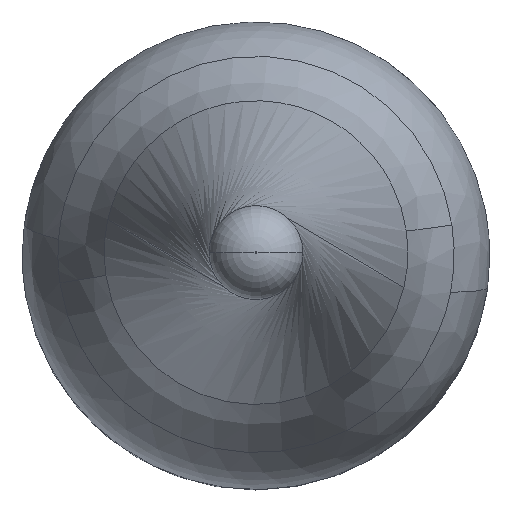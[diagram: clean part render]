
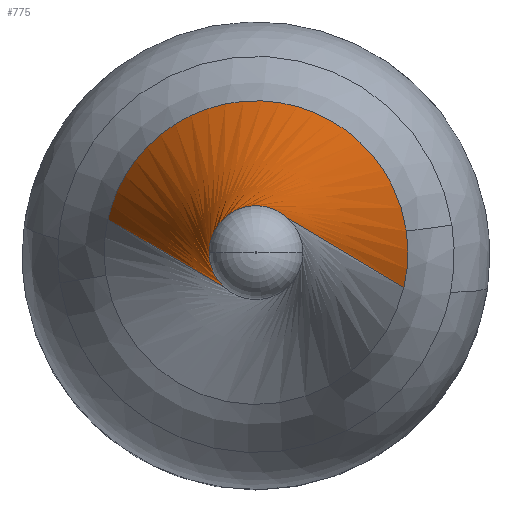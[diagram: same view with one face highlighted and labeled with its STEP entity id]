
A CAD part, top view. The second image highlights one B-rep face of the part: STEP entity #775.
In plain terms, the highlighted free-form (B-spline) face has degree [3, 1] with [7, 2] control points.
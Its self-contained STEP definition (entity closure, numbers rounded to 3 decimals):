
#5 = B_SPLINE_CURVE_WITH_KNOTS ( 'NONE', 1,
 ( #565, #138 ),
 .UNSPECIFIED., .F., .F.,
 ( 2, 2 ),
 ( 0.227, 0.935 ),
 .UNSPECIFIED. ) ;
#64 = CARTESIAN_POINT ( 'NONE',  ( -0.787, 4.128, 13.982 ) ) ;
#70 = CARTESIAN_POINT ( 'NONE',  ( -2.878, 3.036, 14.003 ) ) ;
#82 = CARTESIAN_POINT ( 'NONE',  ( 8.063, 8.582, 10. ) ) ;
#108 = DIRECTION ( 'NONE',  ( 0., 0., -1. ) ) ;
#125 = ORIENTED_EDGE ( 'NONE', *, *, #986, .F. ) ;
#138 = CARTESIAN_POINT ( 'NONE',  ( 0.86, 0.991, 26.824 ) ) ;
#171 = CARTESIAN_POINT ( 'NONE',  ( -3.972, 1.21, 14.039 ) ) ;
#173 = CARTESIAN_POINT ( 'NONE',  ( -0.078, 4.203, 13.98 ) ) ;
#181 = CARTESIAN_POINT ( 'NONE',  ( 2.584, 3.296, 13.998 ) ) ;
#249 = CARTESIAN_POINT ( 'NONE',  ( 4.12, 0.403, 14.055 ) ) ;
#265 = CARTESIAN_POINT ( 'NONE',  ( 4.016, -0.872, 14.079 ) ) ;
#270 = CARTESIAN_POINT ( 'NONE',  ( -0.86, -0.891, 26.824 ) ) ;
#281 = CARTESIAN_POINT ( 'NONE',  ( -3.715, 1.88, 14.026 ) ) ;
#293 = CARTESIAN_POINT ( 'NONE',  ( -1.479, 3.93, 13.985 ) ) ;
#313 = EDGE_LOOP ( 'NONE', ( #125, #1189, #588, #946, #832, #605 ) ) ;
#314 = CARTESIAN_POINT ( 'NONE',  ( 0.569, 1.163, 28. ) ) ;
#318 = EDGE_CURVE ( 'NONE', #646, #1105, #325, .T. ) ;
#325 = CIRCLE ( 'NONE', #607, 1.275 ) ;
#333 = CARTESIAN_POINT ( 'NONE',  ( -0.86, -0.891, 26.824 ) ) ;
#365 = VERTEX_POINT ( 'NONE', #1343 ) ;
#374 = CARTESIAN_POINT ( 'NONE',  ( 2.394, 3.44, 13.995 ) ) ;
#384 = VERTEX_POINT ( 'NONE', #840 ) ;
#405 = CARTESIAN_POINT ( 'NONE',  ( 1.657, -2.201, 28. ) ) ;
#412 = DIRECTION ( 'NONE',  ( 0., 0., -1. ) ) ;
#468 = CARTESIAN_POINT ( 'NONE',  ( -3.605, 2.091, 14.022 ) ) ;
#475 = CARTESIAN_POINT ( 'NONE',  ( -4.024, 0.977, 14.043 ) ) ;
#498 = CARTESIAN_POINT ( 'NONE',  ( 1.105, 4.053, 13.983 ) ) ;
#508 = CARTESIAN_POINT ( 'NONE',  ( -3.2, 2.686, 14.01 ) ) ;
#518 = CARTESIAN_POINT ( 'NONE',  ( -8.063, -8.483, 10. ) ) ;
#532 = CARTESIAN_POINT ( 'NONE',  ( -2.795, 0.074, 28. ) ) ;
#537 = EDGE_CURVE ( 'NONE', #1105, #1079, #578, .T. ) ;
#565 = CARTESIAN_POINT ( 'NONE',  ( 4.016, -0.872, 14.079 ) ) ;
#578 = CIRCLE ( 'NONE', #648, 1.275 ) ;
#588 = ORIENTED_EDGE ( 'NONE', *, *, #1138, .T. ) ;
#595 = CARTESIAN_POINT ( 'NONE',  ( 2.941, 2.975, 14.004 ) ) ;
#601 = CARTESIAN_POINT ( 'NONE',  ( -3.898, 1.441, 14.034 ) ) ;
#605 = ORIENTED_EDGE ( 'NONE', *, *, #537, .T. ) ;
#607 = AXIS2_PLACEMENT_3D ( 'NONE', #1240, #412, #944 ) ;
#611 = CARTESIAN_POINT ( 'NONE',  ( 1.991, 3.692, 13.99 ) ) ;
#620 = CARTESIAN_POINT ( 'NONE',  ( 3.397, 2.425, 14.015 ) ) ;
#646 = VERTEX_POINT ( 'NONE', #333 ) ;
#648 = AXIS2_PLACEMENT_3D ( 'NONE', #872, #108, #865 ) ;
#654 = FACE_OUTER_BOUND ( 'NONE', #313, .T. ) ;
#699 = CARTESIAN_POINT ( 'NONE',  ( 3.866, 1.588, 14.031 ) ) ;
#707 = CARTESIAN_POINT ( 'NONE',  ( 4.083, 0.658, 14.05 ) ) ;
#723 = CARTESIAN_POINT ( 'NONE',  ( -2.12, 3.619, 13.992 ) ) ;
#743 = CARTESIAN_POINT ( 'NONE',  ( -1.989, 11.619, 10. ) ) ;
#755 = CARTESIAN_POINT ( 'NONE',  ( 2.795, 0.025, 28. ) ) ;
#775 = ADVANCED_FACE ( 'NONE', ( #654 ), #1252, .T. ) ;
#792 = CARTESIAN_POINT ( 'NONE',  ( 0.86, 0.991, 26.824 ) ) ;
#823 = CARTESIAN_POINT ( 'NONE',  ( 3.104, 2.799, 14.008 ) ) ;
#832 = ORIENTED_EDGE ( 'NONE', *, *, #318, .T. ) ;
#840 = CARTESIAN_POINT ( 'NONE',  ( -4.024, 0.977, 14.043 ) ) ;
#865 = DIRECTION ( 'NONE',  ( 1., 0., 0. ) ) ;
#872 = CARTESIAN_POINT ( 'NONE',  ( 0., 0.05, 26.824 ) ) ;
#903 = CARTESIAN_POINT ( 'NONE',  ( 4.132, 0.146, 14.06 ) ) ;
#906 = CARTESIAN_POINT ( 'NONE',  ( 3.527, 2.225, 14.019 ) ) ;
#933 = CARTESIAN_POINT ( 'NONE',  ( -3.348, 2.494, 14.014 ) ) ;
#944 = DIRECTION ( 'NONE',  ( 1., 0., 0. ) ) ;
#946 = ORIENTED_EDGE ( 'NONE', *, *, #1277, .T. ) ;
#952 = CARTESIAN_POINT ( 'NONE',  ( -5.026, 1.568, 10. ) ) ;
#986 = EDGE_CURVE ( 'NONE', #1300, #1079, #5, .T. ) ;
#987 = CARTESIAN_POINT ( 'NONE',  ( 4.083, 0.658, 14.05 ) ) ;
#1011 = B_SPLINE_CURVE_WITH_KNOTS ( 'NONE', 3,
 ( #265, #1194, #1190, #903, #249, #987 ),
 .UNSPECIFIED., .F., .F.,
 ( 4, 2, 4 ),
 ( 0.025, 0.026, 0.027 ),
 .UNSPECIFIED. ) ;
#1021 = CARTESIAN_POINT ( 'NONE',  ( -0.315, 4.192, 13.98 ) ) ;
#1028 = CARTESIAN_POINT ( 'NONE',  ( 4.016, -0.872, 14.079 ) ) ;
#1029 = CARTESIAN_POINT ( 'NONE',  ( -2.703, 3.197, 14. ) ) ;
#1038 = CARTESIAN_POINT ( 'NONE',  ( 1.989, -11.52, 10. ) ) ;
#1047 = B_SPLINE_CURVE_WITH_KNOTS ( 'NONE', 1,
 ( #1306, #270 ),
 .UNSPECIFIED., .F., .F.,
 ( 2, 2 ),
 ( 0.225, 0.935 ),
 .UNSPECIFIED. ) ;
#1079 = VERTEX_POINT ( 'NONE', #792 ) ;
#1103 = CARTESIAN_POINT ( 'NONE',  ( -1.275, 0.05, 26.824 ) ) ;
#1105 = VERTEX_POINT ( 'NONE', #1103 ) ;
#1119 = CARTESIAN_POINT ( 'NONE',  ( 1.332, 3.983, 13.984 ) ) ;
#1127 = CARTESIAN_POINT ( 'NONE',  ( 0.641, 4.154, 13.981 ) ) ;
#1134 = CARTESIAN_POINT ( 'NONE',  ( -1.698, 3.839, 13.987 ) ) ;
#1138 = EDGE_CURVE ( 'NONE', #365, #384, #1309, .T. ) ;
#1146 = CARTESIAN_POINT ( 'NONE',  ( -0.569, -1.063, 28. ) ) ;
#1189 = ORIENTED_EDGE ( 'NONE', *, *, #1243, .T. ) ;
#1190 = CARTESIAN_POINT ( 'NONE',  ( 4.11, -0.367, 14.07 ) ) ;
#1194 = CARTESIAN_POINT ( 'NONE',  ( 4.074, -0.623, 14.074 ) ) ;
#1196 = CARTESIAN_POINT ( 'NONE',  ( -1.022, 4.075, 13.983 ) ) ;
#1213 = CARTESIAN_POINT ( 'NONE',  ( 1.777, 3.802, 13.988 ) ) ;
#1230 = CARTESIAN_POINT ( 'NONE',  ( 0.401, 4.184, 13.98 ) ) ;
#1239 = CARTESIAN_POINT ( 'NONE',  ( -0.569, -1.063, 28. ) ) ;
#1240 = CARTESIAN_POINT ( 'NONE',  ( 0., 0.05, 26.824 ) ) ;
#1243 = EDGE_CURVE ( 'NONE', #1300, #365, #1011, .T. ) ;
#1252 =( BOUNDED_SURFACE ( )  B_SPLINE_SURFACE ( 3, 1, ( 
 ( #952, #1146 ),
 ( #518, #405 ),
 ( #1038, #755 ),
 ( #1256, #314 ),
 ( #82, #1342 ),
 ( #743, #532 ),
 ( #1350, #1239 ) ),
 .UNSPECIFIED., .T., .F., .T. ) 
 B_SPLINE_SURFACE_WITH_KNOTS ( ( 4, 3, 4 ),
 ( 2, 2 ),
 ( 0., 0.5, 1. ),
 ( 0., 1. ),
 .UNSPECIFIED. ) 
 GEOMETRIC_REPRESENTATION_ITEM ( )  RATIONAL_B_SPLINE_SURFACE ( (
 ( 1., 1.),
 ( 0.333, 0.333),
 ( 0.333, 0.333),
 ( 1., 1.),
 ( 0.333, 0.333),
 ( 0.333, 0.333),
 ( 1., 1.) ) ) 
 REPRESENTATION_ITEM ( '' )  SURFACE ( )  );
#1256 = CARTESIAN_POINT ( 'NONE',  ( 5.026, -1.469, 10. ) ) ;
#1277 = EDGE_CURVE ( 'NONE', #384, #646, #1047, .T. ) ;
#1300 = VERTEX_POINT ( 'NONE', #1028 ) ;
#1306 = CARTESIAN_POINT ( 'NONE',  ( -4.024, 0.977, 14.043 ) ) ;
#1309 = B_SPLINE_CURVE_WITH_KNOTS ( 'NONE', 3,
 ( #707, #1327, #699, #906, #620, #823, #595, #181, #374, #611, #1213, #1119, #498, #1127, #1230, #173, #1021, #64, #1196, #293, #1134, #723, #1335, #1029, #70, #508, #933, #468, #281, #601, #171, #475 ),
 .UNSPECIFIED., .F., .F.,
 ( 4, 2, 2, 2, 2, 2, 2, 2, 2, 2, 2, 2, 2, 2, 2, 4 ),
 ( 0.001, 0.002, 0.003, 0.003, 0.004, 0.005, 0.006, 0.006, 0.007, 0.008, 0.009, 0.009, 0.01, 0.011, 0.011, 0.012 ),
 .UNSPECIFIED. ) ;
#1327 = CARTESIAN_POINT ( 'NONE',  ( 4.015, 1.135, 14.04 ) ) ;
#1335 = CARTESIAN_POINT ( 'NONE',  ( -2.324, 3.488, 13.994 ) ) ;
#1342 = CARTESIAN_POINT ( 'NONE',  ( -1.657, 2.3, 28. ) ) ;
#1343 = CARTESIAN_POINT ( 'NONE',  ( 4.083, 0.658, 14.05 ) ) ;
#1350 = CARTESIAN_POINT ( 'NONE',  ( -5.026, 1.568, 10. ) ) ;
